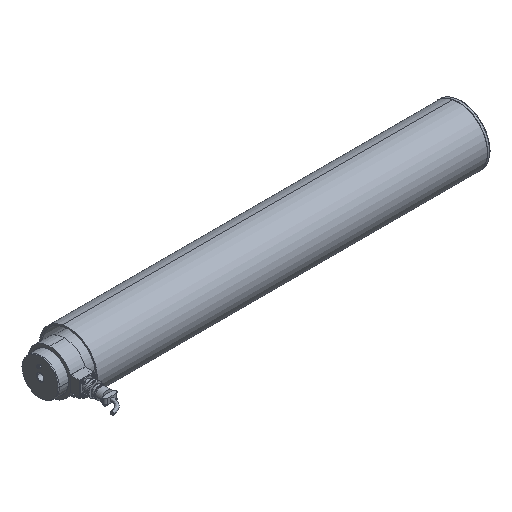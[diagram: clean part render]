
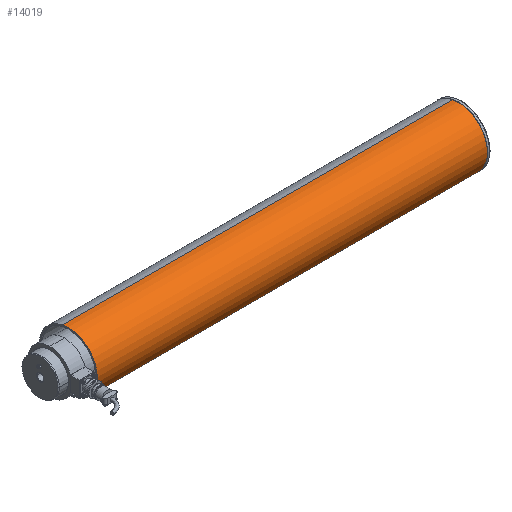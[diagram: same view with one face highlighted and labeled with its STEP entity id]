
A CAD part, isometric view. The second image highlights one B-rep face of the part: STEP entity #14019.
In plain terms, the highlighted cylindrical face has radius 59.5 mm (diameter 119 mm), a partial arc.
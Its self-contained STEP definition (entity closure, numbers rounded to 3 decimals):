
#85 = DIRECTION ( 'NONE',  ( 0., 0., 1. ) ) ;
#145 = EDGE_LOOP ( 'NONE', ( #5939, #3409, #2742, #211 ) ) ;
#211 = ORIENTED_EDGE ( 'NONE', *, *, #7060, .F. ) ;
#357 = CARTESIAN_POINT ( 'NONE',  ( 0., 0., 59.5 ) ) ;
#864 = VERTEX_POINT ( 'NONE', #2933 ) ;
#1239 = CARTESIAN_POINT ( 'NONE',  ( -17.724, 0., 59.5 ) ) ;
#1320 = CARTESIAN_POINT ( 'NONE',  ( 800., 0., 0. ) ) ;
#1659 = CYLINDRICAL_SURFACE ( 'NONE', #11250, 59.5 ) ;
#1674 = EDGE_CURVE ( 'NONE', #864, #8958, #13826, .T. ) ;
#1953 = VERTEX_POINT ( 'NONE', #14101 ) ;
#2447 = LINE ( 'NONE', #1239, #6107 ) ;
#2574 = AXIS2_PLACEMENT_3D ( 'NONE', #1320, #3525, #85 ) ;
#2742 = ORIENTED_EDGE ( 'NONE', *, *, #11860, .T. ) ;
#2933 = CARTESIAN_POINT ( 'NONE',  ( 800., 0., -59.5 ) ) ;
#3409 = ORIENTED_EDGE ( 'NONE', *, *, #12618, .T. ) ;
#3456 = CARTESIAN_POINT ( 'NONE',  ( -17.724, 0., 0. ) ) ;
#3525 = DIRECTION ( 'NONE',  ( -1., 0., 0. ) ) ;
#3653 = DIRECTION ( 'NONE',  ( -1., 0., 0. ) ) ;
#4364 = DIRECTION ( 'NONE',  ( -1., 0., 0. ) ) ;
#5808 = AXIS2_PLACEMENT_3D ( 'NONE', #11340, #4364, #9103 ) ;
#5939 = ORIENTED_EDGE ( 'NONE', *, *, #1674, .F. ) ;
#6107 = VECTOR ( 'NONE', #6971, 1000. ) ;
#6157 = CIRCLE ( 'NONE', #5808, 59.5 ) ;
#6552 = CARTESIAN_POINT ( 'NONE',  ( 0., 0., -59.5 ) ) ;
#6971 = DIRECTION ( 'NONE',  ( -1., 0., 0. ) ) ;
#7060 = EDGE_CURVE ( 'NONE', #8958, #12127, #6157, .T. ) ;
#7319 = FACE_OUTER_BOUND ( 'NONE', #145, .T. ) ;
#7634 = VECTOR ( 'NONE', #9974, 1000. ) ;
#7793 = CARTESIAN_POINT ( 'NONE',  ( -17.724, 0., -59.5 ) ) ;
#8958 = VERTEX_POINT ( 'NONE', #6552 ) ;
#9103 = DIRECTION ( 'NONE',  ( 0., 0., 1. ) ) ;
#9974 = DIRECTION ( 'NONE',  ( -1., 0., 0. ) ) ;
#11250 = AXIS2_PLACEMENT_3D ( 'NONE', #3456, #3653, #11588 ) ;
#11340 = CARTESIAN_POINT ( 'NONE',  ( 0., 0., 0. ) ) ;
#11588 = DIRECTION ( 'NONE',  ( 0., 0., 1. ) ) ;
#11860 = EDGE_CURVE ( 'NONE', #1953, #12127, #2447, .T. ) ;
#12127 = VERTEX_POINT ( 'NONE', #357 ) ;
#12251 = CIRCLE ( 'NONE', #2574, 59.5 ) ;
#12618 = EDGE_CURVE ( 'NONE', #864, #1953, #12251, .T. ) ;
#13826 = LINE ( 'NONE', #7793, #7634 ) ;
#14019 = ADVANCED_FACE ( 'NONE', ( #7319 ), #1659, .T. ) ;
#14101 = CARTESIAN_POINT ( 'NONE',  ( 800., 0., 59.5 ) ) ;
